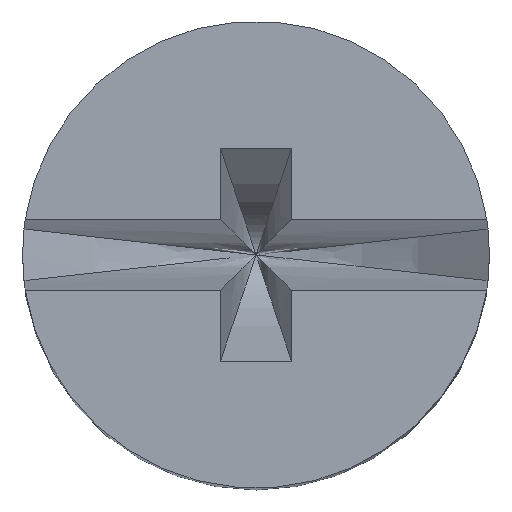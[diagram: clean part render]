
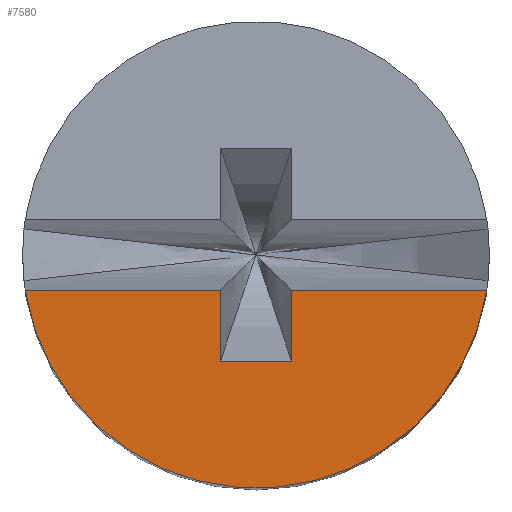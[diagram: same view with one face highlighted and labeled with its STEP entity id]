
A CAD part, top view. The second image highlights one B-rep face of the part: STEP entity #7580.
In plain terms, the highlighted face is planar.
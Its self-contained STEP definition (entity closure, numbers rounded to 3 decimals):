
#900=CARTESIAN_POINT('',(-0.418,13.,1.255));
#910=VERTEX_POINT('',#900);
#1010=CARTESIAN_POINT('',(0.418,13.,1.255));
#1020=VERTEX_POINT('',#1010);
#1050=CARTESIAN_POINT('',(0.418,13.,1.255));
#1060=CARTESIAN_POINT('',(0.139,13.,1.255));
#1070=CARTESIAN_POINT('',(-0.139,13.,1.255));
#1080=CARTESIAN_POINT('',(-0.418,13.,1.255));
#1090=B_SPLINE_CURVE_WITH_KNOTS('',3,(#1050,#1060,#1070,#1080),
.UNSPECIFIED.,.F.,.F.,(4,4),(0.,1.),.UNSPECIFIED.);
#1100=EDGE_CURVE('',#1020,#910,#1090,.T.);
#2490=CARTESIAN_POINT('',(-2.718,13.,0.418));
#2500=VERTEX_POINT('',#2490);
#2530=CARTESIAN_POINT('',(0.,13.,0.));
#2540=DIRECTION('',(0.,-1.,0.));
#2550=DIRECTION('',(-1.,0.,0.));
#2560=AXIS2_PLACEMENT_3D('',#2530,#2540,#2550);
#2570=CIRCLE('',#2560,2.75);
#2580=CARTESIAN_POINT('',(2.718,13.,0.418));
#2590=VERTEX_POINT('',#2580);
#2600=EDGE_CURVE('',#2590,#2500,#2570,.T.);
#5610=CARTESIAN_POINT('',(-0.418,13.,0.418));
#5620=VERTEX_POINT('',#5610);
#5660=CARTESIAN_POINT('',(-0.418,13.,1.255));
#5670=CARTESIAN_POINT('',(-0.418,13.,0.976));
#5680=CARTESIAN_POINT('',(-0.418,13.,0.697));
#5690=CARTESIAN_POINT('',(-0.418,13.,0.418));
#5700=B_SPLINE_CURVE_WITH_KNOTS('',3,(#5660,#5670,#5680,#5690),
.UNSPECIFIED.,.F.,.F.,(4,4),(0.,1.),.UNSPECIFIED.);
#5710=EDGE_CURVE('',#910,#5620,#5700,.T.);
#6060=CARTESIAN_POINT('',(0.418,13.,0.418));
#6070=VERTEX_POINT('',#6060);
#6100=CARTESIAN_POINT('',(0.418,13.,0.418));
#6110=CARTESIAN_POINT('',(0.418,13.,0.697));
#6120=CARTESIAN_POINT('',(0.418,13.,0.976));
#6130=CARTESIAN_POINT('',(0.418,13.,1.255));
#6140=B_SPLINE_CURVE_WITH_KNOTS('',3,(#6100,#6110,#6120,#6130),
.UNSPECIFIED.,.F.,.F.,(4,4),(0.,1.),.UNSPECIFIED.);
#6150=EDGE_CURVE('',#6070,#1020,#6140,.T.);
#7330=CARTESIAN_POINT('',(0.,13.,0.));
#7340=DIRECTION('',(-0.,-1.,-0.));
#7350=DIRECTION('',(-1.,0.,0.));
#7360=AXIS2_PLACEMENT_3D('',#7330,#7340,#7350);
#7370=PLANE('',#7360);
#7380=CARTESIAN_POINT('',(-0.418,13.,0.418));
#7390=CARTESIAN_POINT('',(-1.534,13.,0.418));
#7400=CARTESIAN_POINT('',(-2.649,13.,0.418));
#7410=CARTESIAN_POINT('',(-3.765,13.,0.418));
#7420=B_SPLINE_CURVE_WITH_KNOTS('',3,(#7380,#7390,#7400,#7410),
.UNSPECIFIED.,.F.,.F.,(4,4),(0.,1.),.UNSPECIFIED.);
#7430=EDGE_CURVE('',#5620,#2500,#7420,.T.);
#7440=ORIENTED_EDGE('',*,*,#7430,.T.);
#7450=ORIENTED_EDGE('',*,*,#5710,.T.);
#7460=ORIENTED_EDGE('',*,*,#1100,.T.);
#7470=ORIENTED_EDGE('',*,*,#6150,.T.);
#7480=CARTESIAN_POINT('',(3.765,13.,0.418));
#7490=CARTESIAN_POINT('',(2.649,13.,0.418));
#7500=CARTESIAN_POINT('',(1.534,13.,0.418));
#7510=CARTESIAN_POINT('',(0.418,13.,0.418));
#7520=B_SPLINE_CURVE_WITH_KNOTS('',3,(#7480,#7490,#7500,#7510),
.UNSPECIFIED.,.F.,.F.,(4,4),(0.,1.),.UNSPECIFIED.);
#7530=EDGE_CURVE('',#2590,#6070,#7520,.T.);
#7540=ORIENTED_EDGE('',*,*,#7530,.T.);
#7550=ORIENTED_EDGE('',*,*,#2600,.F.);
#7560=EDGE_LOOP('',(#7550,#7540,#7470,#7460,#7450,#7440));
#7570=FACE_OUTER_BOUND('',#7560,.T.);
#7580=ADVANCED_FACE('',(#7570),#7370,.F.);
